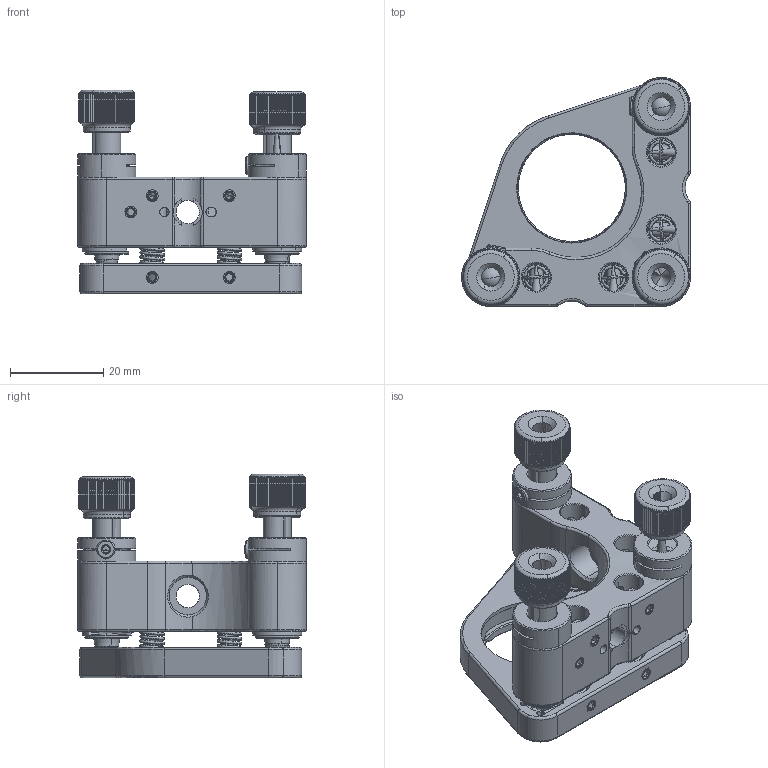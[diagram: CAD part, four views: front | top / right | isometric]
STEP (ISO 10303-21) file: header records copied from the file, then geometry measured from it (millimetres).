
FILE_DESCRIPTION (( 'STEP AP203' ), '1' );
FILE_NAME ('EMHS25.4-3B.STEP', '2025-06-17T02:19:52', ( '' ), ( '' ), 'SwSTEP 2.0', 'SolidWorks 2020', '' );
FILE_SCHEMA (( 'CONFIG_CONTROL_DESIGN' ));
Products named in the file (1): EMHS25.4-3B
Bounding box: 49 x 49 x 43.6 mm (x, y, z)
Surface area: 19872.2 mm2 (no closed solid volume)
Topology: 0 solids, 35 shells, 1287 faces, 3815 edges, 2560 vertices
Faces by surface type: plane 618, cylinder 401, cone 129, torus 109, bspline 18, sphere 12
Entity records: 67764 total; most frequent: CARTESIAN_POINT 40603, ORIENTED_EDGE 7301, EDGE_CURVE 3767, B_SPLINE_CURVE_WITH_KNOTS 3525, DIRECTION 2790, VERTEX_POINT 2560, EDGE_LOOP 1403, ADVANCED_FACE 1287
